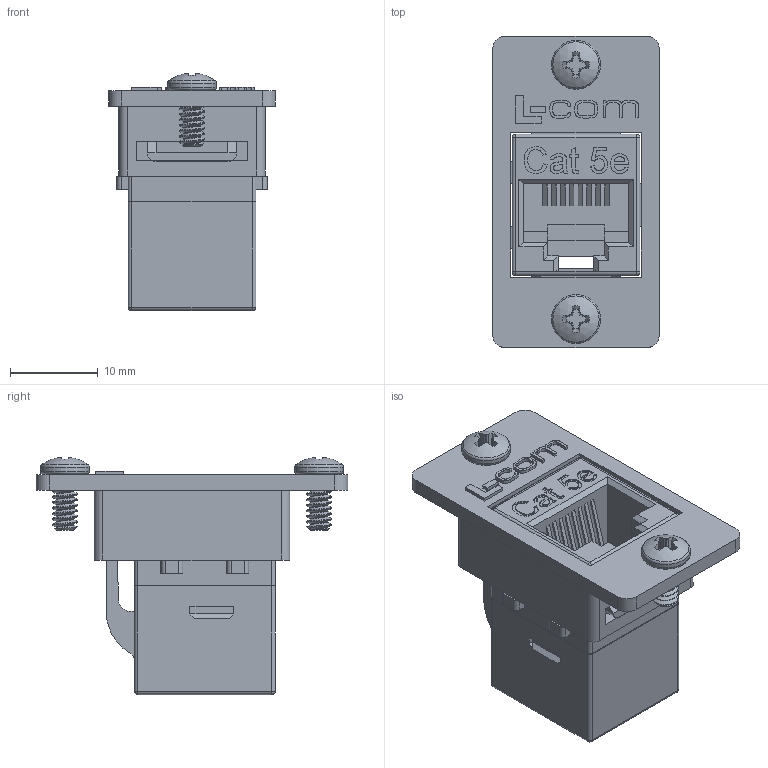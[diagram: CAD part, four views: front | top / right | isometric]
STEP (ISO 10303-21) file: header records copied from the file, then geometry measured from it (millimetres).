
FILE_DESCRIPTION (( 'STEP AP214' ), '1' );
FILE_NAME ('ECF504-C5-MINI.STEP', '2018-01-12T19:46:48', ( '' ), ( '' ), 'SwSTEP 2.0', 'SolidWorks 2014', '' );
FILE_SCHEMA (( 'AUTOMOTIVE_DESIGN' ));
Length unit declared in the file: inch
Products named in the file (4): 91772A106_91772A106; TDG1026KCx-MINI_Cat 5e; ECF-SK_with Global Connectivity logo; ECF504-C5-MINI
Assembly tree (4 placements, depth 2):
  ECF504-C5-MINI
    ECF-SK_with Global Connectivity logo
    TDG1026KCx-MINI_Cat 5e
    91772A106_91772A106  x2
Bounding box: 19.05 x 35.56 x 27.07 mm (x, y, z)
Volume: 5223.7 mm3; surface area: 6639.2 mm2
Topology: 4 solids, 4 shells, 677 faces, 1892 edges, 1222 vertices
Faces by surface type: plane 411, bspline 130, cylinder 112, sphere 10, cone 10, torus 4
Full cylindrical faces by diameter (mm): 3.175 x2, 5.563 x2
Entity records: 26407 total; most frequent: CARTESIAN_POINT 10633, ORIENTED_EDGE 3406, DIRECTION 2468, EDGE_CURVE 1703, VECTOR 1250, LINE 1250, VERTEX_POINT 1106, EDGE_LOOP 683
